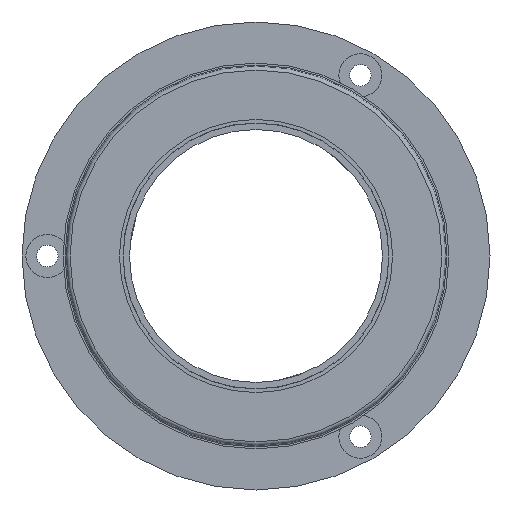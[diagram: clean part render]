
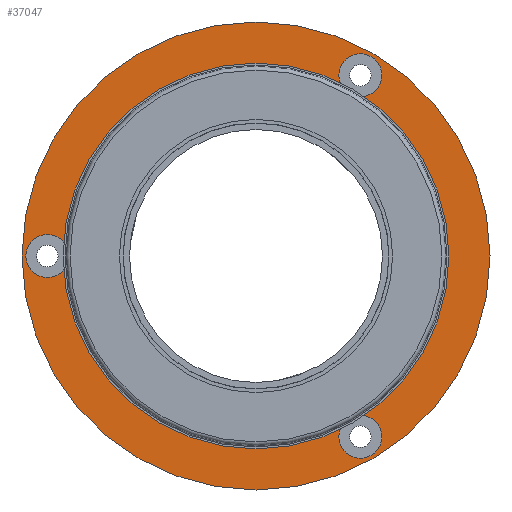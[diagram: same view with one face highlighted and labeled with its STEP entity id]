
A CAD part, left-side view. The second image highlights one B-rep face of the part: STEP entity #37047.
In plain terms, the highlighted planar face has unit normal (-1, 0, 0).
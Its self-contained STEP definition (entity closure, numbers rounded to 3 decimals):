
#716 = DIRECTION ( 'NONE',  ( 1., 0., 0. ) ) ;
#1074 = CIRCLE ( 'NONE', #47247, 12.5 ) ;
#1309 = CARTESIAN_POINT ( 'NONE',  ( 2.8, 12.5, 0. ) ) ;
#1624 = CIRCLE ( 'NONE', #20420, 18.5 ) ;
#2238 = DIRECTION ( 'NONE',  ( 0., 1., 0. ) ) ;
#5502 = CIRCLE ( 'NONE', #33618, 1.7 ) ;
#7024 = VERTEX_POINT ( 'NONE', #44218 ) ;
#7969 = EDGE_LOOP ( 'NONE', ( #13037 ) ) ;
#8862 = DIRECTION ( 'NONE',  ( 1., 0., 0. ) ) ;
#9133 = CARTESIAN_POINT ( 'NONE',  ( 2.8, 0., 0. ) ) ;
#12097 = FACE_BOUND ( 'NONE', #42576, .T. ) ;
#12578 = DIRECTION ( 'NONE',  ( -1., 0., 0. ) ) ;
#12858 = ORIENTED_EDGE ( 'NONE', *, *, #46408, .F. ) ;
#13037 = ORIENTED_EDGE ( 'NONE', *, *, #26771, .T. ) ;
#13571 = DIRECTION ( 'NONE',  ( 0., 1., 0. ) ) ;
#14434 = CARTESIAN_POINT ( 'NONE',  ( 2.8, 0., 0. ) ) ;
#14610 = CARTESIAN_POINT ( 'NONE',  ( 2.8, 18.2, 0. ) ) ;
#14669 = ORIENTED_EDGE ( 'NONE', *, *, #33951, .T. ) ;
#16671 = CARTESIAN_POINT ( 'NONE',  ( 2.8, -8.25, 14.289 ) ) ;
#18261 = FACE_BOUND ( 'NONE', #7969, .T. ) ;
#19201 = PLANE ( 'NONE',  #45863 ) ;
#20420 = AXIS2_PLACEMENT_3D ( 'NONE', #14434, #22499, #48460 ) ;
#20912 = DIRECTION ( 'NONE',  ( 0., 1., 0. ) ) ;
#21948 = FACE_BOUND ( 'NONE', #36638, .T. ) ;
#22427 = CARTESIAN_POINT ( 'NONE',  ( 2.8, -6.55, -14.289 ) ) ;
#22499 = DIRECTION ( 'NONE',  ( 1., 0., 0. ) ) ;
#23396 = EDGE_LOOP ( 'NONE', ( #12858 ) ) ;
#23566 = EDGE_CURVE ( 'NONE', #38919, #38919, #48385, .T. ) ;
#26195 = CIRCLE ( 'NONE', #26944, 1.7 ) ;
#26771 = EDGE_CURVE ( 'NONE', #33886, #33886, #26195, .T. ) ;
#26944 = AXIS2_PLACEMENT_3D ( 'NONE', #16671, #38695, #2238 ) ;
#29908 = CARTESIAN_POINT ( 'NONE',  ( 2.8, 16.5, 0. ) ) ;
#33423 = VERTEX_POINT ( 'NONE', #37803 ) ;
#33618 = AXIS2_PLACEMENT_3D ( 'NONE', #42920, #8862, #20912 ) ;
#33886 = VERTEX_POINT ( 'NONE', #41006 ) ;
#33951 = EDGE_CURVE ( 'NONE', #48393, #48393, #5502, .T. ) ;
#34827 = FACE_OUTER_BOUND ( 'NONE', #23396, .T. ) ;
#35076 = DIRECTION ( 'NONE',  ( 1., 0., 0. ) ) ;
#36638 = EDGE_LOOP ( 'NONE', ( #37049 ) ) ;
#36844 = FACE_BOUND ( 'NONE', #42154, .T. ) ;
#37047 = ADVANCED_FACE ( 'NONE', ( #21948, #36844, #18261, #12097, #34827 ), #19201, .T. ) ;
#37049 = ORIENTED_EDGE ( 'NONE', *, *, #23566, .T. ) ;
#37803 = CARTESIAN_POINT ( 'NONE',  ( 2.8, 12.5, 0. ) ) ;
#38517 = DIRECTION ( 'NONE',  ( 0., -1., 0. ) ) ;
#38695 = DIRECTION ( 'NONE',  ( 1., 0., 0. ) ) ;
#38919 = VERTEX_POINT ( 'NONE', #14610 ) ;
#39757 = AXIS2_PLACEMENT_3D ( 'NONE', #29908, #716, #41363 ) ;
#41006 = CARTESIAN_POINT ( 'NONE',  ( 2.8, -6.55, 14.289 ) ) ;
#41363 = DIRECTION ( 'NONE',  ( 0., 1., 0. ) ) ;
#41634 = EDGE_CURVE ( 'NONE', #33423, #33423, #1074, .T. ) ;
#42154 = EDGE_LOOP ( 'NONE', ( #14669 ) ) ;
#42576 = EDGE_LOOP ( 'NONE', ( #44846 ) ) ;
#42920 = CARTESIAN_POINT ( 'NONE',  ( 2.8, -8.25, -14.289 ) ) ;
#44218 = CARTESIAN_POINT ( 'NONE',  ( 2.8, 18.5, 0. ) ) ;
#44846 = ORIENTED_EDGE ( 'NONE', *, *, #41634, .T. ) ;
#45863 = AXIS2_PLACEMENT_3D ( 'NONE', #1309, #12578, #38517 ) ;
#46408 = EDGE_CURVE ( 'NONE', #7024, #7024, #1624, .T. ) ;
#47247 = AXIS2_PLACEMENT_3D ( 'NONE', #9133, #35076, #13571 ) ;
#48385 = CIRCLE ( 'NONE', #39757, 1.7 ) ;
#48393 = VERTEX_POINT ( 'NONE', #22427 ) ;
#48460 = DIRECTION ( 'NONE',  ( 0., 1., 0. ) ) ;
